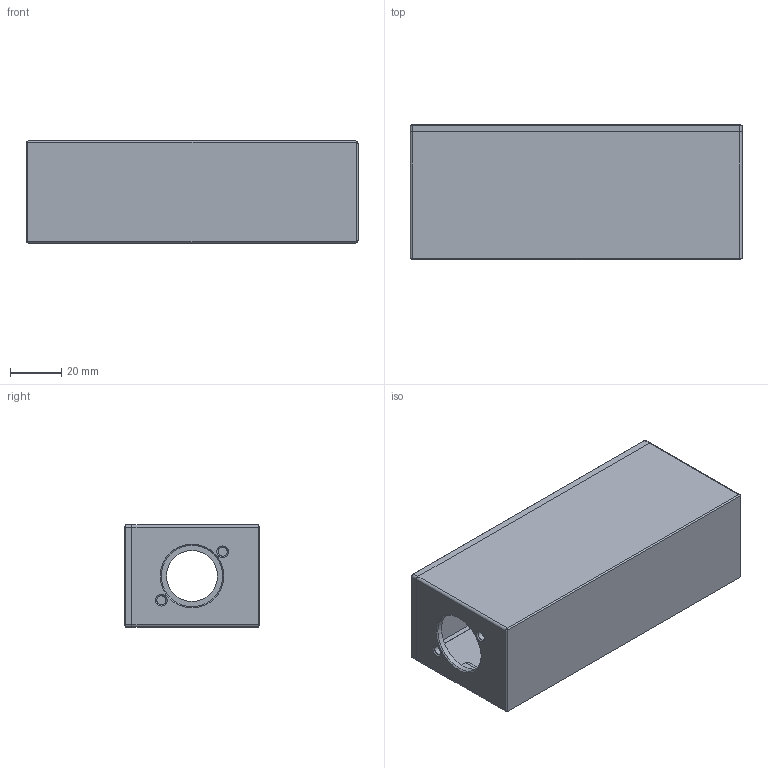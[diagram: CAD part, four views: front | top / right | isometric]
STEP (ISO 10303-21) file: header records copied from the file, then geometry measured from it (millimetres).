
FILE_DESCRIPTION(/* description */ (''),/* implementation_level */ '2;1');
FILE_NAME(/* name */ '7aed0372-03f3-4502-a677-aa9e27a3b3dc.stp',/* time_stamp */ '2026-02-27T11:00:26Z',/* author */ (''),/* organization */ (''),/* preprocessor_version */ 'ST-DEVELOPER v20.1',/* originating_system */ 'Autodesk Translation Framework v14.24.0.0',/* authorisation */ '');
FILE_SCHEMA (('AUTOMOTIVE_DESIGN { 1 0 10303 214 3 1 1 }'));
Length unit declared in the file: millimetre
Products named in the file (3): housing_xlr_rj45; lid; body
Assembly tree (2 placements, depth 2):
  housing_xlr_rj45
    lid
    body
Bounding box: 130 x 53 x 40 mm (x, y, z)
Volume: 69735.2 mm3; surface area: 53724.4 mm2
Topology: 2 solids, 2 shells, 108 faces, 264 edges, 164 vertices
Faces by surface type: plane 60, cylinder 30, cone 18
Full cylindrical faces by diameter (mm): 3.2 x4, 3.5 x4, 4 x4, 20 x1, 24 x1
Entity records: 3269 total; most frequent: DIRECTION 574, CARTESIAN_POINT 541, ORIENTED_EDGE 528, EDGE_CURVE 264, AXIS2_PLACEMENT_3D 197, LINE 180, VECTOR 180, VERTEX_POINT 164
